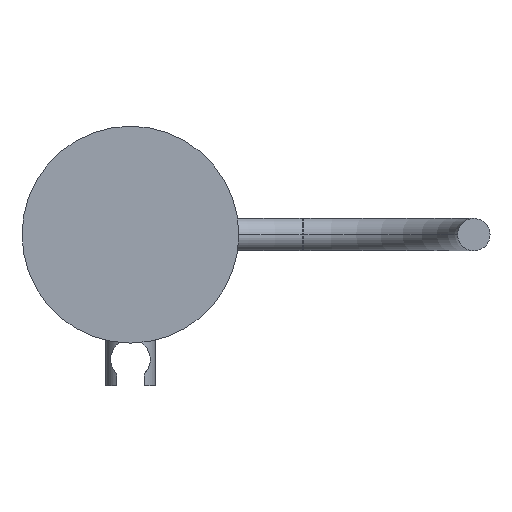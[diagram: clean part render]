
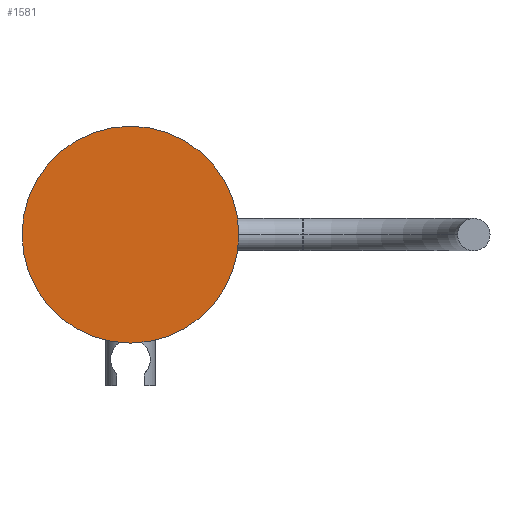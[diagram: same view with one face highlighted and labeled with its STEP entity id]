
A CAD part, front view. The second image highlights one B-rep face of the part: STEP entity #1581.
In plain terms, the highlighted planar face has unit normal (0, -1, 0).
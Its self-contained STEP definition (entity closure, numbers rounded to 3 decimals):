
#37 = ORIENTED_EDGE ( 'NONE', *, *, #1638, .T. ) ;
#203 = DIRECTION ( 'NONE',  ( 0., -1., 0. ) ) ;
#228 = DIRECTION ( 'NONE',  ( 0., -1., 0. ) ) ;
#316 = VERTEX_POINT ( 'NONE', #2131 ) ;
#462 = EDGE_CURVE ( 'NONE', #316, #1062, #2676, .T. ) ;
#622 = PLANE ( 'NONE',  #1608 ) ;
#1062 = VERTEX_POINT ( 'NONE', #2074 ) ;
#1107 = DIRECTION ( 'NONE',  ( 0., 0., -1. ) ) ;
#1264 = EDGE_LOOP ( 'NONE', ( #37, #1460 ) ) ;
#1442 = FACE_OUTER_BOUND ( 'NONE', #1264, .T. ) ;
#1444 = AXIS2_PLACEMENT_3D ( 'NONE', #1730, #228, #2159 ) ;
#1460 = ORIENTED_EDGE ( 'NONE', *, *, #462, .T. ) ;
#1486 = CARTESIAN_POINT ( 'NONE',  ( 0., -10., 0. ) ) ;
#1581 = ADVANCED_FACE ( 'NONE', ( #1442 ), #622, .T. ) ;
#1608 = AXIS2_PLACEMENT_3D ( 'NONE', #1486, #203, #1699 ) ;
#1638 = EDGE_CURVE ( 'NONE', #1062, #316, #1936, .T. ) ;
#1699 = DIRECTION ( 'NONE',  ( 0., 0., -1. ) ) ;
#1730 = CARTESIAN_POINT ( 'NONE',  ( 0., -10., 0. ) ) ;
#1732 = DIRECTION ( 'NONE',  ( 0., -1., 0. ) ) ;
#1936 = CIRCLE ( 'NONE', #1444, 60. ) ;
#2074 = CARTESIAN_POINT ( 'NONE',  ( 0., -10., 60. ) ) ;
#2131 = CARTESIAN_POINT ( 'NONE',  ( 0., -10., -60. ) ) ;
#2159 = DIRECTION ( 'NONE',  ( 0., 0., -1. ) ) ;
#2186 = CARTESIAN_POINT ( 'NONE',  ( 0., -10., 0. ) ) ;
#2453 = AXIS2_PLACEMENT_3D ( 'NONE', #2186, #1732, #1107 ) ;
#2676 = CIRCLE ( 'NONE', #2453, 60. ) ;
